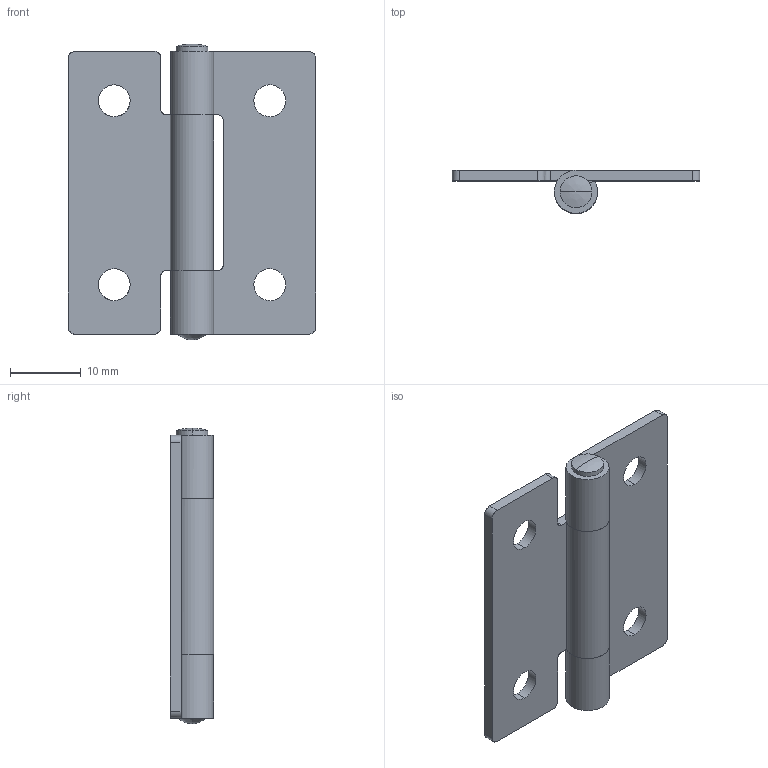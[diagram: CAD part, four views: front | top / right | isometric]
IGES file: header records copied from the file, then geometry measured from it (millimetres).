
Start section: ------------------------------------------------------------------------
Global section: file name: PC007.36164.TH_195SUS_6518.igs; native system: spGate; preprocessor: ver19.8.4 (****-****-****-****); author: Unknown; organization: Unknown; date: 250527.101851; units: millimetre
Bounding box: 35 x 6.1 x 41.8 mm (x, y, z)
Volume: 2780.3 mm3; surface area: 4260.2 mm2
Topology: 3 solids, 3 shells, 57 faces, 151 edges, 98 vertices
Faces by surface type: bspline 57
